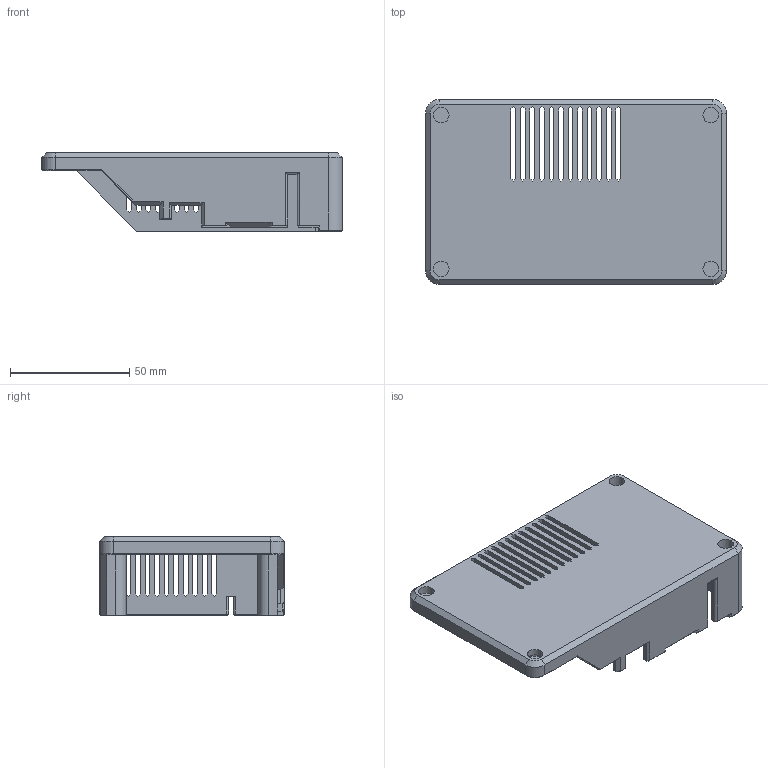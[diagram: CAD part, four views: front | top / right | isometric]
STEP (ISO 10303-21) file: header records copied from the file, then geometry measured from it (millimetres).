
FILE_DESCRIPTION(/* description */ (''),/* implementation_level */ '2;1');
FILE_NAME(/* name */ 'DLC32 2.1 Case Body top.stp',/* time_stamp */ '2024-05-09T19:31:15+02:00',/* author */ ('bjoer'),/* organization */ (''),/* preprocessor_version */ 'ST-DEVELOPER v19.2',/* originating_system */ 'Autodesk Inventor 2024',/* authorisation */ '');
FILE_SCHEMA (('AUTOMOTIVE_DESIGN { 1 0 10303 214 3 1 1 }'));
Length unit declared in the file: millimetre
Products named in the file (1): DLC32 2.1 Case Body top
Bounding box: 126 x 77.5 x 33 mm (x, y, z)
Volume: 48550.7 mm3; surface area: 39557 mm2
Topology: 1 solids, 1 shells, 336 faces, 979 edges, 619 vertices
Faces by surface type: plane 295, cylinder 37, cone 4
Full cylindrical faces by diameter (mm): 3.4 x4, 6.5 x4
Entity records: 10987 total; most frequent: ORIENTED_EDGE 1958, CARTESIAN_POINT 1935, DIRECTION 1726, EDGE_CURVE 979, LINE 906, VECTOR 906, VERTEX_POINT 619, AXIS2_PLACEMENT_3D 410
